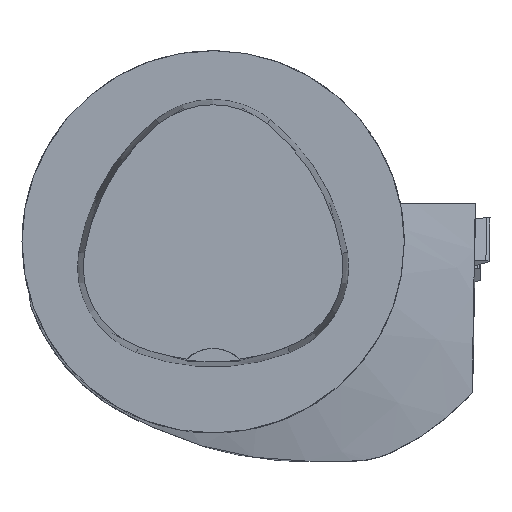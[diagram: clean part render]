
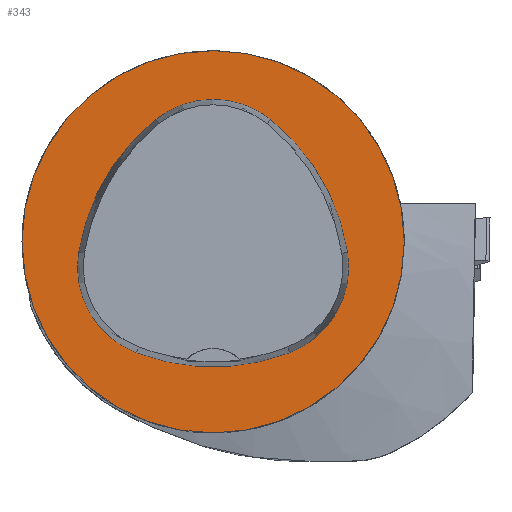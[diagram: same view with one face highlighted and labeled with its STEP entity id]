
A CAD part, top view. The second image highlights one B-rep face of the part: STEP entity #343.
In plain terms, the highlighted planar face has unit normal (0, 0, 1).
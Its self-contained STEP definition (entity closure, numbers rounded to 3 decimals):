
#129=FACE_BOUND('',#626,.T.);
#130=FACE_BOUND('',#627,.T.);
#246=CIRCLE('',#2290,25.);
#247=CIRCLE('',#2296,28.);
#249=CIRCLE('',#2299,12.);
#251=CIRCLE('',#2302,28.);
#253=CIRCLE('',#2305,12.);
#256=CIRCLE('',#2309,28.);
#259=CIRCLE('',#2313,12.);
#343=ADVANCED_FACE('',(#129,#130),#419,.T.);
#419=PLANE('',#2318);
#626=EDGE_LOOP('',(#1138,#1139,#1140,#1141,#1142,#1143));
#627=EDGE_LOOP('',(#1144));
#1138=ORIENTED_EDGE('',*,*,#1722,.F.);
#1139=ORIENTED_EDGE('',*,*,#1717,.F.);
#1140=ORIENTED_EDGE('',*,*,#1712,.F.);
#1141=ORIENTED_EDGE('',*,*,#1709,.F.);
#1142=ORIENTED_EDGE('',*,*,#1706,.F.);
#1143=ORIENTED_EDGE('',*,*,#1702,.F.);
#1144=ORIENTED_EDGE('',*,*,#1693,.T.);
#1433=VERTEX_POINT('',#4486);
#1442=VERTEX_POINT('',#4505);
#1443=VERTEX_POINT('',#4506);
#1446=VERTEX_POINT('',#4514);
#1448=VERTEX_POINT('',#4520);
#1450=VERTEX_POINT('',#4526);
#1454=VERTEX_POINT('',#4539);
#1693=EDGE_CURVE('',#1433,#1433,#246,.T.);
#1702=EDGE_CURVE('',#1442,#1443,#247,.T.);
#1706=EDGE_CURVE('',#1443,#1446,#249,.T.);
#1709=EDGE_CURVE('',#1446,#1448,#251,.T.);
#1712=EDGE_CURVE('',#1448,#1450,#253,.T.);
#1717=EDGE_CURVE('',#1450,#1454,#256,.T.);
#1722=EDGE_CURVE('',#1454,#1442,#259,.T.);
#2290=AXIS2_PLACEMENT_3D('',#4485,#2758,#2759);
#2296=AXIS2_PLACEMENT_3D('',#4504,#2774,#2775);
#2299=AXIS2_PLACEMENT_3D('',#4513,#2782,#2783);
#2302=AXIS2_PLACEMENT_3D('',#4519,#2789,#2790);
#2305=AXIS2_PLACEMENT_3D('',#4525,#2796,#2797);
#2309=AXIS2_PLACEMENT_3D('',#4538,#2805,#2806);
#2313=AXIS2_PLACEMENT_3D('',#4551,#2814,#2815);
#2318=AXIS2_PLACEMENT_3D('',#4556,#2824,#2825);
#2758=DIRECTION('',(0.,0.,1.));
#2759=DIRECTION('',(1.,0.,0.));
#2774=DIRECTION('',(0.,0.,1.));
#2775=DIRECTION('',(1.,0.,0.));
#2782=DIRECTION('',(0.,0.,1.));
#2783=DIRECTION('',(1.,0.,0.));
#2789=DIRECTION('',(0.,0.,1.));
#2790=DIRECTION('',(1.,0.,0.));
#2796=DIRECTION('',(0.,0.,1.));
#2797=DIRECTION('',(1.,0.,0.));
#2805=DIRECTION('',(0.,0.,1.));
#2806=DIRECTION('',(1.,0.,0.));
#2814=DIRECTION('',(0.,0.,1.));
#2815=DIRECTION('',(1.,0.,0.));
#2824=DIRECTION('',(0.,0.,1.));
#2825=DIRECTION('',(-1.,0.,0.));
#4485=CARTESIAN_POINT('',(0.,0.,0.));
#4486=CARTESIAN_POINT('',(25.,0.,0.));
#4504=CARTESIAN_POINT('',(-10.068,-5.824,0.));
#4505=CARTESIAN_POINT('',(17.584,-1.424,0.));
#4506=CARTESIAN_POINT('',(7.531,15.953,0.));
#4513=CARTESIAN_POINT('',(-0.011,6.62,0.));
#4514=CARTESIAN_POINT('',(-7.567,15.942,0.));
#4519=CARTESIAN_POINT('',(10.063,-5.81,0.));
#4520=CARTESIAN_POINT('',(-17.59,-1.418,0.));
#4525=CARTESIAN_POINT('',(-5.739,-3.3,0.));
#4526=CARTESIAN_POINT('',(-10.05,-14.499,0.));
#4538=CARTESIAN_POINT('',(0.01,11.631,0.));
#4539=CARTESIAN_POINT('',(10.025,-14.516,0.));
#4551=CARTESIAN_POINT('',(5.733,-3.31,0.));
#4556=CARTESIAN_POINT('',(0.,0.,0.));
